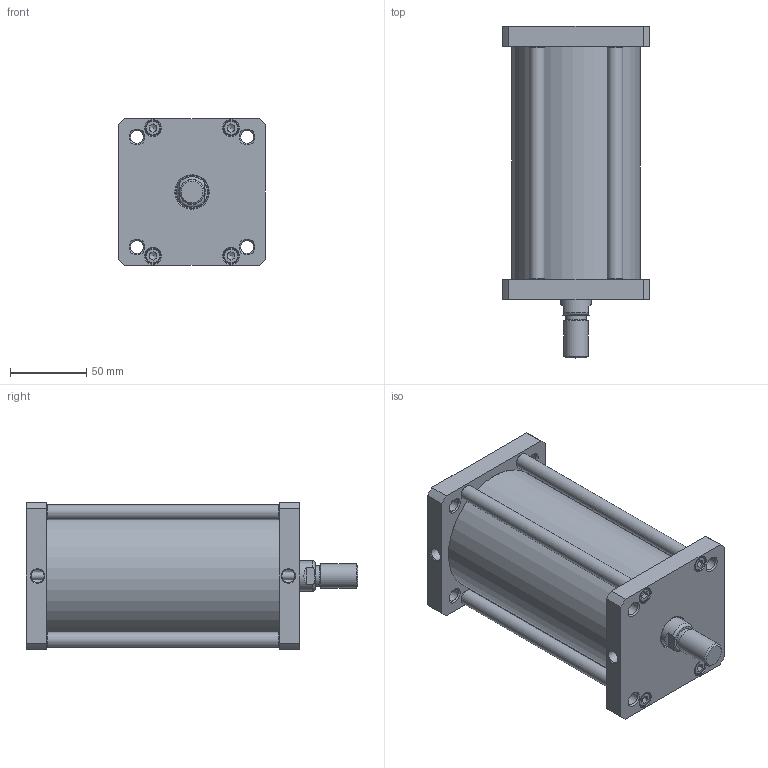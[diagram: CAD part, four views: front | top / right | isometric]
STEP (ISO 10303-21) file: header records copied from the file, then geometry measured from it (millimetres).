
FILE_DESCRIPTION((''),'2;1');
FILE_NAME('XDM080.125.GS.M.stp','2014-03-18T15:13:20',('carlo.corazza'),(''),'Autodesk Inventor 2012','Autodesk Inventor 2012','');
FILE_SCHEMA(('AUTOMOTIVE_DESIGN { 1 0 10303 214 1 1 1 1 }'));
Length unit declared in the file: millimetre
Products named in the file (6): XDM080..GS.M; CORPO-125; STELO-125; TA; TIRANTE-125; TP
Assembly tree (8 placements, depth 2):
  XDM080..GS.M
    CORPO-125
    STELO-125
    TA
    TIRANTE-125  x4
    TP
Bounding box: 96 x 217 x 96 mm (x, y, z)
Volume: 408387.1 mm3; surface area: 168657.3 mm2
Topology: 8 solids, 17 shells, 267 faces, 589 edges, 366 vertices
Faces by surface type: plane 104, cone 82, cylinder 67, torus 14
Full cylindrical faces by diameter (mm): 4.917 x8, 5 x2, 6.9 x8, 8.376 x9, 8.566 x2, 10 x12, 10.5 x8, 13.5 x1, 16 x1, 20 x1, 20.6 x1, 21.9 x1, 23 x1, 24.8 x1, 25 x1, 80 x1, 84 x1
Entity records: 6298 total; most frequent: CARTESIAN_POINT 1198, DIRECTION 1008, ORIENTED_EDGE 742, AXIS2_PLACEMENT_3D 437, EDGE_LOOP 424, EDGE_CURVE 371, VERTEX_POINT 303, STYLED_ITEM 245
